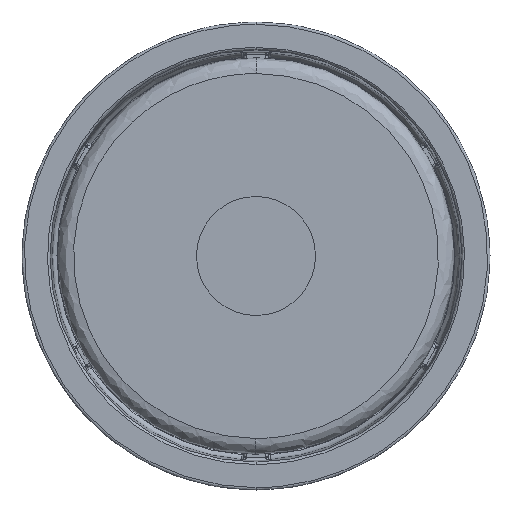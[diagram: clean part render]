
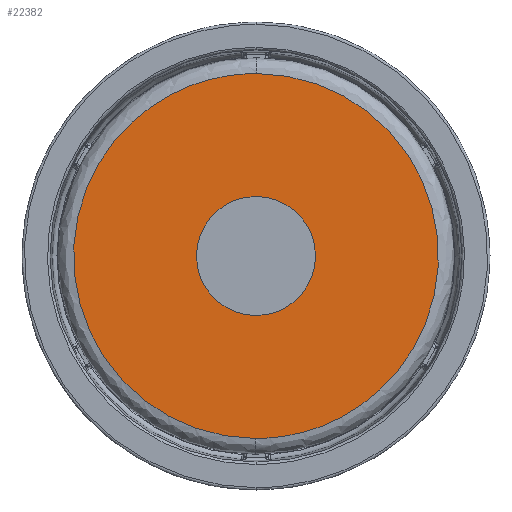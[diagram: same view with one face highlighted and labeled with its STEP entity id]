
A CAD part, front view. The second image highlights one B-rep face of the part: STEP entity #22382.
In plain terms, the highlighted planar face has unit normal (0, -1, 0).
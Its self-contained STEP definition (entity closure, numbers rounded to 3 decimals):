
#774 = FACE_BOUND ( 'NONE', #7857, .T. ) ;
#2928 = FACE_OUTER_BOUND ( 'NONE', #14256, .T. ) ;
#2945 = CARTESIAN_POINT ( 'NONE',  ( 0., 0., -7.5 ) ) ;
#4231 = AXIS2_PLACEMENT_3D ( 'NONE', #4834, #4806, #4801 ) ;
#4801 = DIRECTION ( 'NONE',  ( 0., 0., -1. ) ) ;
#4806 = DIRECTION ( 'NONE',  ( 0., 1., 0. ) ) ;
#4834 = CARTESIAN_POINT ( 'NONE',  ( 0., 0., 0. ) ) ;
#5514 = CARTESIAN_POINT ( 'NONE',  ( 0., 0., 7.5 ) ) ;
#6144 = CARTESIAN_POINT ( 'NONE',  ( 0., 0., -23. ) ) ;
#6435 = CARTESIAN_POINT ( 'NONE',  ( 0., 0., 23. ) ) ;
#7484 = VERTEX_POINT ( 'NONE', #6435 ) ;
#7621 = VERTEX_POINT ( 'NONE', #2945 ) ;
#7857 = EDGE_LOOP ( 'NONE', ( #11328, #11301 ) ) ;
#8249 =( BOUNDED_CURVE ( )  B_SPLINE_CURVE ( 3, ( #17776, #16578, #16490, #16473 ),
 .UNSPECIFIED., .F., .T. ) 
 B_SPLINE_CURVE_WITH_KNOTS ( ( 4, 4 ),
 ( 0., 1. ),
 .UNSPECIFIED. ) 
 CURVE ( )  GEOMETRIC_REPRESENTATION_ITEM ( )  RATIONAL_B_SPLINE_CURVE ( ( 1., 0.333, 0.333, 1. ) ) 
 REPRESENTATION_ITEM ( '' )  );
#9099 = EDGE_CURVE ( 'NONE', #19478, #7484, #8249, .T. ) ;
#9170 = DIRECTION ( 'NONE',  ( 0., 0., -1. ) ) ;
#9229 = DIRECTION ( 'NONE',  ( 0., 1., 0. ) ) ;
#9255 = CARTESIAN_POINT ( 'NONE',  ( 0., 0., 0. ) ) ;
#9383 = EDGE_CURVE ( 'NONE', #12042, #7621, #19181, .T. ) ;
#11083 = AXIS2_PLACEMENT_3D ( 'NONE', #9255, #9229, #9170 ) ;
#11150 = ORIENTED_EDGE ( 'NONE', *, *, #9099, .F. ) ;
#11176 = ORIENTED_EDGE ( 'NONE', *, *, #14827, .F. ) ;
#11301 = ORIENTED_EDGE ( 'NONE', *, *, #9383, .T. ) ;
#11328 = ORIENTED_EDGE ( 'NONE', *, *, #17585, .T. ) ;
#11638 = CIRCLE ( 'NONE', #4231, 7.5 ) ;
#12042 = VERTEX_POINT ( 'NONE', #5514 ) ;
#14256 = EDGE_LOOP ( 'NONE', ( #11176, #11150 ) ) ;
#14827 = EDGE_CURVE ( 'NONE', #7484, #19478, #22294, .T. ) ;
#16473 = CARTESIAN_POINT ( 'NONE',  ( 0., 0., 23. ) ) ;
#16490 = CARTESIAN_POINT ( 'NONE',  ( -46., 0., 23. ) ) ;
#16578 = CARTESIAN_POINT ( 'NONE',  ( -46., 0., -23. ) ) ;
#16627 = CARTESIAN_POINT ( 'NONE',  ( 0., 0., -23. ) ) ;
#16652 = CARTESIAN_POINT ( 'NONE',  ( 46., 0., -23. ) ) ;
#16694 = CARTESIAN_POINT ( 'NONE',  ( 46., 0., 23. ) ) ;
#16748 = CARTESIAN_POINT ( 'NONE',  ( 0., 0., 23. ) ) ;
#16984 = DIRECTION ( 'NONE',  ( 0., 0., -1. ) ) ;
#17053 = DIRECTION ( 'NONE',  ( 0., -1., 0. ) ) ;
#17058 = CARTESIAN_POINT ( 'NONE',  ( 7.5, 0., 0. ) ) ;
#17195 = PLANE ( 'NONE',  #21658 ) ;
#17585 = EDGE_CURVE ( 'NONE', #7621, #12042, #11638, .T. ) ;
#17776 = CARTESIAN_POINT ( 'NONE',  ( 0., 0., -23. ) ) ;
#19181 = CIRCLE ( 'NONE', #11083, 7.5 ) ;
#19478 = VERTEX_POINT ( 'NONE', #6144 ) ;
#21658 = AXIS2_PLACEMENT_3D ( 'NONE', #17058, #17053, #16984 ) ;
#22294 =( BOUNDED_CURVE ( )  B_SPLINE_CURVE ( 3, ( #16748, #16694, #16652, #16627 ),
 .UNSPECIFIED., .F., .F. ) 
 B_SPLINE_CURVE_WITH_KNOTS ( ( 4, 4 ),
 ( 0., 1. ),
 .UNSPECIFIED. ) 
 CURVE ( )  GEOMETRIC_REPRESENTATION_ITEM ( )  RATIONAL_B_SPLINE_CURVE ( ( 1., 0.333, 0.333, 1. ) ) 
 REPRESENTATION_ITEM ( '' )  );
#22382 = ADVANCED_FACE ( 'NONE', ( #774, #2928 ), #17195, .T. ) ;
